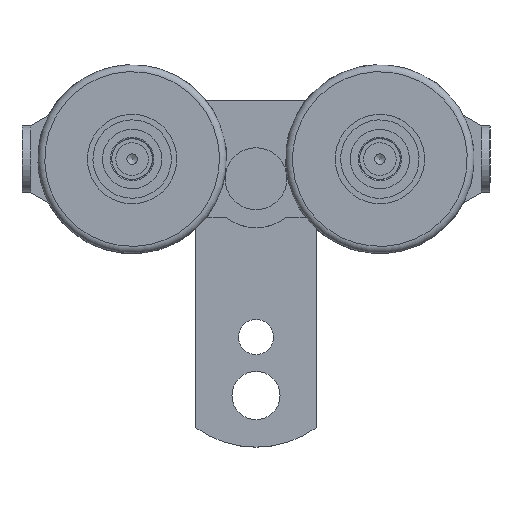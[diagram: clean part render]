
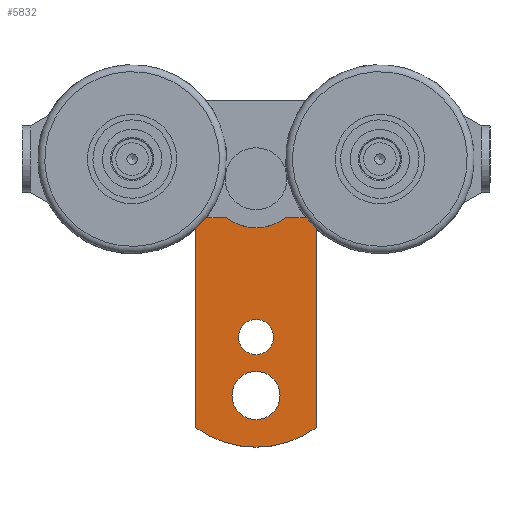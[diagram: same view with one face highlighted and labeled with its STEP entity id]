
A CAD part, top view. The second image highlights one B-rep face of the part: STEP entity #5832.
In plain terms, the highlighted planar face has unit normal (0, 0, 1).
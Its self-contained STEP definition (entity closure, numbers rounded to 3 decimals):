
#74=LINE('',#9496,#294);
#77=LINE('',#9505,#297);
#294=VECTOR('',#7676,10.);
#297=VECTOR('',#7687,10.);
#556=PLANE('',#6456);
#903=FACE_BOUND('',#1713,.T.);
#904=FACE_BOUND('',#1714,.T.);
#905=FACE_BOUND('',#1715,.T.);
#1216=FACE_OUTER_BOUND('',#1712,.T.);
#1712=EDGE_LOOP('',(#4192,#4193,#4194,#4195));
#1713=EDGE_LOOP('',(#4196));
#1714=EDGE_LOOP('',(#4197));
#1715=EDGE_LOOP('',(#4198));
#2274=CIRCLE('',#6440,8.1);
#2276=CIRCLE('',#6443,7.);
#2278=CIRCLE('',#6446,5.1);
#2281=CIRCLE('',#6450,30.);
#2283=CIRCLE('',#6454,30.);
#2676=VERTEX_POINT('',#9468);
#2678=VERTEX_POINT('',#9473);
#2680=VERTEX_POINT('',#9478);
#2684=VERTEX_POINT('',#9486);
#2685=VERTEX_POINT('',#9488);
#2687=VERTEX_POINT('',#9494);
#2689=VERTEX_POINT('',#9500);
#3220=EDGE_CURVE('',#2676,#2676,#2274,.T.);
#3222=EDGE_CURVE('',#2678,#2678,#2276,.T.);
#3224=EDGE_CURVE('',#2680,#2680,#2278,.T.);
#3228=EDGE_CURVE('',#2684,#2685,#2281,.T.);
#3232=EDGE_CURVE('',#2687,#2684,#74,.T.);
#3235=EDGE_CURVE('',#2689,#2687,#2283,.T.);
#3237=EDGE_CURVE('',#2685,#2689,#77,.T.);
#4192=ORIENTED_EDGE('',*,*,#3237,.F.);
#4193=ORIENTED_EDGE('',*,*,#3228,.F.);
#4194=ORIENTED_EDGE('',*,*,#3232,.F.);
#4195=ORIENTED_EDGE('',*,*,#3235,.F.);
#4196=ORIENTED_EDGE('',*,*,#3220,.T.);
#4197=ORIENTED_EDGE('',*,*,#3222,.T.);
#4198=ORIENTED_EDGE('',*,*,#3224,.T.);
#5832=ADVANCED_FACE('',(#1216,#903,#904,#905),#556,.F.);
#6440=AXIS2_PLACEMENT_3D('',#9469,#7648,#7649);
#6443=AXIS2_PLACEMENT_3D('',#9474,#7654,#7655);
#6446=AXIS2_PLACEMENT_3D('',#9479,#7660,#7661);
#6450=AXIS2_PLACEMENT_3D('',#9489,#7669,#7670);
#6454=AXIS2_PLACEMENT_3D('',#9502,#7682,#7683);
#6456=AXIS2_PLACEMENT_3D('',#9506,#7688,#7689);
#7648=DIRECTION('center_axis',(0.,0.,
-1.));
#7649=DIRECTION('ref_axis',(0.,1.,0.));
#7654=DIRECTION('center_axis',(0.,0.,
-1.));
#7655=DIRECTION('ref_axis',(0.,1.,0.));
#7660=DIRECTION('center_axis',(0.,0.,
-1.));
#7661=DIRECTION('ref_axis',(0.,1.,0.));
#7669=DIRECTION('center_axis',(0.,0.,
-1.));
#7670=DIRECTION('ref_axis',(-0.583,0.812,0.));
#7676=DIRECTION('',(0.,1.,0.));
#7682=DIRECTION('center_axis',(0.,0.,
-1.));
#7683=DIRECTION('ref_axis',(0.583,-0.812,0.));
#7687=DIRECTION('',(0.,-1.,0.));
#7688=DIRECTION('center_axis',(0.,0.,
-1.));
#7689=DIRECTION('ref_axis',(0.,1.,0.));
#9468=CARTESIAN_POINT('',(-26.83,-3.416,58.898));
#9469=CARTESIAN_POINT('Origin',(-26.83,4.684,58.898));
#9473=CARTESIAN_POINT('',(-26.83,-65.316,58.898));
#9474=CARTESIAN_POINT('Origin',(-26.83,-58.316,58.898));
#9478=CARTESIAN_POINT('',(-26.83,-46.416,58.898));
#9479=CARTESIAN_POINT('Origin',(-26.83,-41.316,58.898));
#9486=CARTESIAN_POINT('',(-44.33,16.051,58.898));
#9488=CARTESIAN_POINT('',(-9.33,16.051,58.898));
#9489=CARTESIAN_POINT('Origin',(-26.83,-8.316,58.898));
#9494=CARTESIAN_POINT('',(-44.33,-67.683,58.898));
#9496=CARTESIAN_POINT('',(-44.33,-73.316,58.898));
#9500=CARTESIAN_POINT('',(-9.33,-67.683,58.898));
#9502=CARTESIAN_POINT('Origin',(-26.83,-43.316,58.898));
#9505=CARTESIAN_POINT('',(-9.33,21.684,58.898));
#9506=CARTESIAN_POINT('Origin',(-26.83,-25.86,58.898));
